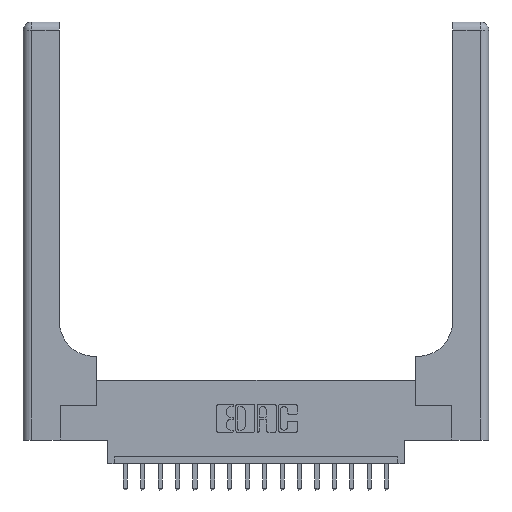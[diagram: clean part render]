
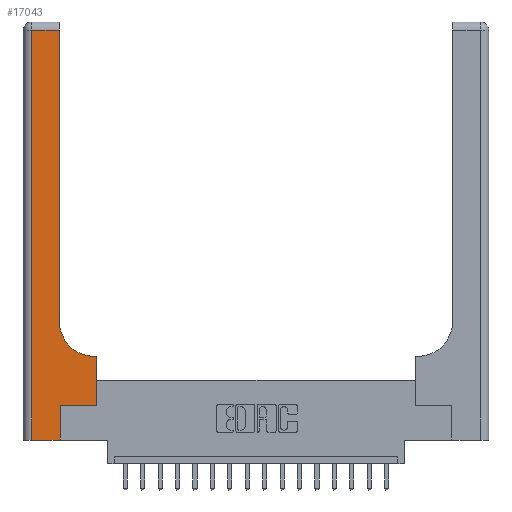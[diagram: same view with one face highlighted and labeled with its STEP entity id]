
A CAD part, top view. The second image highlights one B-rep face of the part: STEP entity #17043.
In plain terms, the highlighted planar face has unit normal (0, 0, 1).
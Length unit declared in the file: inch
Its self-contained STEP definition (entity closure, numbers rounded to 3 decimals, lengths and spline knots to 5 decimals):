
#1116 = DIRECTION ( 'NONE',  ( 0., 1., 0. ) ) ;
#1474 = LINE ( 'NONE', #11928, #4224 ) ;
#1959 = EDGE_CURVE ( 'NONE', #3781, #5766, #17865, .T. ) ;
#2309 = EDGE_CURVE ( 'NONE', #5766, #13825, #7655, .T. ) ;
#2558 = CARTESIAN_POINT ( 'NONE',  ( 0.51, 0.6, 0.37 ) ) ;
#2619 = CARTESIAN_POINT ( 'NONE',  ( 0.06, 3., 0.37 ) ) ;
#3317 = AXIS2_PLACEMENT_3D ( 'NONE', #9431, #11023, #13864 ) ;
#3323 = ORIENTED_EDGE ( 'NONE', *, *, #11687, .T. ) ;
#3528 = VECTOR ( 'NONE', #7731, 39.37008 ) ;
#3628 = CARTESIAN_POINT ( 'NONE',  ( 0.265, 0.25, 0.37 ) ) ;
#3656 = EDGE_CURVE ( 'NONE', #17438, #6053, #10115, .T. ) ;
#3761 = EDGE_LOOP ( 'NONE', ( #5471, #11408, #15699, #15175, #15824, #16324, #14916, #16215, #3323 ) ) ;
#3781 = VERTEX_POINT ( 'NONE', #14273 ) ;
#4116 = DIRECTION ( 'NONE',  ( 0., -1., 0. ) ) ;
#4224 = VECTOR ( 'NONE', #10484, 39.37008 ) ;
#4320 = DIRECTION ( 'NONE',  ( 0., 1., 0. ) ) ;
#4356 = DIRECTION ( 'NONE',  ( -1., 0., 0. ) ) ;
#4799 = CARTESIAN_POINT ( 'NONE',  ( 0.06, 0., 0.37 ) ) ;
#5261 = CARTESIAN_POINT ( 'NONE',  ( 0.26, 3., 0.37 ) ) ;
#5471 = ORIENTED_EDGE ( 'NONE', *, *, #3656, .T. ) ;
#5546 = DIRECTION ( 'NONE',  ( 1., 0., 0. ) ) ;
#5549 = CARTESIAN_POINT ( 'NONE',  ( 0.528, 0.25, 0.37 ) ) ;
#5766 = VERTEX_POINT ( 'NONE', #4799 ) ;
#5926 = VECTOR ( 'NONE', #5546, 39.37008 ) ;
#6053 = VERTEX_POINT ( 'NONE', #9617 ) ;
#6323 = VECTOR ( 'NONE', #4116, 39.37008 ) ;
#6557 = LINE ( 'NONE', #5549, #9981 ) ;
#7172 = CARTESIAN_POINT ( 'NONE',  ( 0.528, 0.25, 0.37 ) ) ;
#7491 = EDGE_CURVE ( 'NONE', #12491, #15660, #7946, .T. ) ;
#7655 = LINE ( 'NONE', #13513, #3528 ) ;
#7731 = DIRECTION ( 'NONE',  ( 1., 0., 0. ) ) ;
#7834 = CARTESIAN_POINT ( 'NONE',  ( 0.265, 0.25, 0.37 ) ) ;
#7946 = LINE ( 'NONE', #17363, #13857 ) ;
#7955 = PLANE ( 'NONE',  #3317 ) ;
#8532 = FACE_OUTER_BOUND ( 'NONE', #3761, .T. ) ;
#8737 = VECTOR ( 'NONE', #16904, 39.37008 ) ;
#9431 = CARTESIAN_POINT ( 'NONE',  ( 0., 3., 0.37 ) ) ;
#9617 = CARTESIAN_POINT ( 'NONE',  ( 0.26, 2.94, 0.37 ) ) ;
#9815 = CIRCLE ( 'NONE', #18840, 0.25 ) ;
#9981 = VECTOR ( 'NONE', #1116, 39.37008 ) ;
#10115 = LINE ( 'NONE', #5261, #8737 ) ;
#10484 = DIRECTION ( 'NONE',  ( -1., 0., 0. ) ) ;
#10573 = VERTEX_POINT ( 'NONE', #7172 ) ;
#11023 = DIRECTION ( 'NONE',  ( 0., 0., -1. ) ) ;
#11408 = ORIENTED_EDGE ( 'NONE', *, *, #15858, .T. ) ;
#11687 = EDGE_CURVE ( 'NONE', #15660, #17438, #9815, .T. ) ;
#11746 = CARTESIAN_POINT ( 'NONE',  ( 0.51, 0.85, 0.37 ) ) ;
#11867 = EDGE_CURVE ( 'NONE', #17922, #10573, #13440, .T. ) ;
#11928 = CARTESIAN_POINT ( 'NONE',  ( 0., 2.94, 0.37 ) ) ;
#12491 = VERTEX_POINT ( 'NONE', #16626 ) ;
#12642 = CARTESIAN_POINT ( 'NONE',  ( 0.26, 0.85, 0.37 ) ) ;
#12718 = CARTESIAN_POINT ( 'NONE',  ( 0.265, 0., 0.37 ) ) ;
#12737 = EDGE_CURVE ( 'NONE', #10573, #12491, #6557, .T. ) ;
#13215 = DIRECTION ( 'NONE',  ( 0., 0., -1. ) ) ;
#13440 = LINE ( 'NONE', #3628, #5926 ) ;
#13513 = CARTESIAN_POINT ( 'NONE',  ( 0., 0., 0.37 ) ) ;
#13825 = VERTEX_POINT ( 'NONE', #12718 ) ;
#13857 = VECTOR ( 'NONE', #4356, 39.37008 ) ;
#13864 = DIRECTION ( 'NONE',  ( -1., 0., 0. ) ) ;
#13997 = LINE ( 'NONE', #18683, #17550 ) ;
#14273 = CARTESIAN_POINT ( 'NONE',  ( 0.06, 2.94, 0.37 ) ) ;
#14596 = DIRECTION ( 'NONE',  ( 1., 0., 0. ) ) ;
#14916 = ORIENTED_EDGE ( 'NONE', *, *, #12737, .T. ) ;
#15175 = ORIENTED_EDGE ( 'NONE', *, *, #2309, .T. ) ;
#15660 = VERTEX_POINT ( 'NONE', #2558 ) ;
#15699 = ORIENTED_EDGE ( 'NONE', *, *, #1959, .T. ) ;
#15824 = ORIENTED_EDGE ( 'NONE', *, *, #17132, .T. ) ;
#15858 = EDGE_CURVE ( 'NONE', #6053, #3781, #1474, .T. ) ;
#16215 = ORIENTED_EDGE ( 'NONE', *, *, #7491, .T. ) ;
#16324 = ORIENTED_EDGE ( 'NONE', *, *, #11867, .T. ) ;
#16626 = CARTESIAN_POINT ( 'NONE',  ( 0.528, 0.6, 0.37 ) ) ;
#16904 = DIRECTION ( 'NONE',  ( 0., 1., 0. ) ) ;
#17043 = ADVANCED_FACE ( 'NONE', ( #8532 ), #7955, .F. ) ;
#17132 = EDGE_CURVE ( 'NONE', #13825, #17922, #13997, .T. ) ;
#17363 = CARTESIAN_POINT ( 'NONE',  ( 0.26, 0.6, 0.37 ) ) ;
#17438 = VERTEX_POINT ( 'NONE', #12642 ) ;
#17550 = VECTOR ( 'NONE', #4320, 39.37008 ) ;
#17865 = LINE ( 'NONE', #2619, #6323 ) ;
#17922 = VERTEX_POINT ( 'NONE', #7834 ) ;
#18683 = CARTESIAN_POINT ( 'NONE',  ( 0.265, 0., 0.37 ) ) ;
#18840 = AXIS2_PLACEMENT_3D ( 'NONE', #11746, #13215, #14596 ) ;
